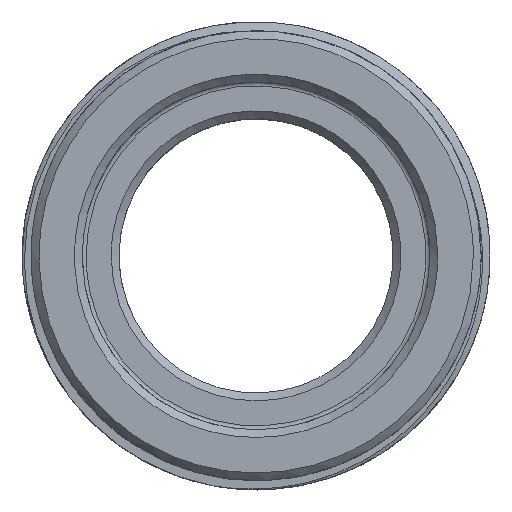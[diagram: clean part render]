
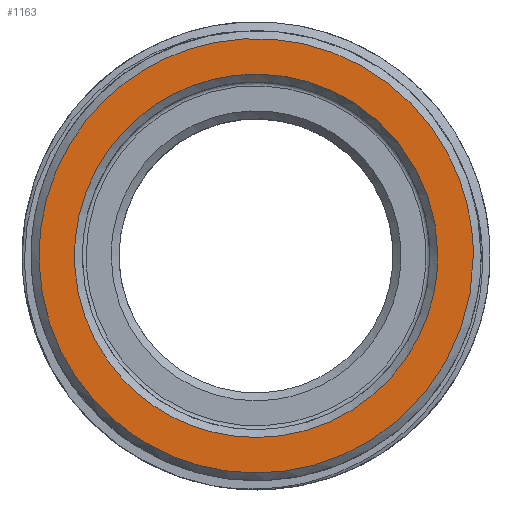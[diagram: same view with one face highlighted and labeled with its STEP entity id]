
A CAD part, top view. The second image highlights one B-rep face of the part: STEP entity #1163.
In plain terms, the highlighted free-form (B-spline) face has degree [1, 1] with [2, 2] control points.
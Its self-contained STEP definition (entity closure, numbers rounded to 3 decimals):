
#1127 = VERTEX_POINT('',#1128);
#1128 = CARTESIAN_POINT('',(33.828,0.,
    18.207));
#1135 = EDGE_CURVE('',#1127,#1127,#1136,.T.);
#1136 = ( BOUNDED_CURVE() B_SPLINE_CURVE(2,(#1137,#1138,#1139,#1140,
#1141,#1142,#1143),.UNSPECIFIED.,.T.,.F.) B_SPLINE_CURVE_WITH_KNOTS((3,2
    ,2,3),(3.142,5.236,7.33,9.425),
.PIECEWISE_BEZIER_KNOTS.) CURVE() GEOMETRIC_REPRESENTATION_ITEM() 
RATIONAL_B_SPLINE_CURVE((1.,0.5,1.,0.5,1.,0.5,1.)) REPRESENTATION_ITEM(
  '') );
#1137 = CARTESIAN_POINT('',(33.828,0.,
    18.207));
#1138 = CARTESIAN_POINT('',(33.828,58.592,
    18.207));
#1139 = CARTESIAN_POINT('',(-16.914,29.296,
    18.207));
#1140 = CARTESIAN_POINT('',(-67.656,0.,
    18.207));
#1141 = CARTESIAN_POINT('',(-16.914,-29.296,
    18.207));
#1142 = CARTESIAN_POINT('',(33.828,-58.592,
    18.207));
#1143 = CARTESIAN_POINT('',(33.828,0.,
    18.207));
#1163 = ADVANCED_FACE('',(#1164,#1178),#1181,.T.);
#1164 = FACE_BOUND('',#1165,.T.);
#1165 = EDGE_LOOP('',(#1166));
#1166 = ORIENTED_EDGE('',*,*,#1167,.F.);
#1167 = EDGE_CURVE('',#1168,#1168,#1170,.T.);
#1168 = VERTEX_POINT('',#1169);
#1169 = CARTESIAN_POINT('',(40.441,0.,
    18.207));
#1170 = ( BOUNDED_CURVE() B_SPLINE_CURVE(2,(#1171,#1172,#1173,#1174,
#1175,#1176,#1177),.UNSPECIFIED.,.T.,.F.) B_SPLINE_CURVE_WITH_KNOTS((3,2
    ,2,3),(3.142,5.236,7.33,9.425),
.PIECEWISE_BEZIER_KNOTS.) CURVE() GEOMETRIC_REPRESENTATION_ITEM() 
RATIONAL_B_SPLINE_CURVE((1.,0.5,1.,0.5,1.,0.5,1.)) REPRESENTATION_ITEM(
  '') );
#1171 = CARTESIAN_POINT('',(40.441,0.,
    18.207));
#1172 = CARTESIAN_POINT('',(40.441,-70.047,18.207
    ));
#1173 = CARTESIAN_POINT('',(-20.221,-35.023,18.207
    ));
#1174 = CARTESIAN_POINT('',(-80.883,0.,
    18.207));
#1175 = CARTESIAN_POINT('',(-20.221,35.023,
    18.207));
#1176 = CARTESIAN_POINT('',(40.441,70.047,
    18.207));
#1177 = CARTESIAN_POINT('',(40.441,0.,
    18.207));
#1178 = FACE_BOUND('',#1179,.T.);
#1179 = EDGE_LOOP('',(#1180));
#1180 = ORIENTED_EDGE('',*,*,#1135,.F.);
#1181 = B_SPLINE_SURFACE_WITH_KNOTS('',1,1,(
    (#1182,#1183)
    ,(#1184,#1185
    )),.UNSPECIFIED.,.F.,.F.,.F.,(2,2),(2,2),(-27.766,27.766),(
    -27.766,27.766),.PIECEWISE_BEZIER_KNOTS.);
#1182 = CARTESIAN_POINT('',(40.441,40.441,
    18.207));
#1183 = CARTESIAN_POINT('',(40.441,-40.441,
    18.207));
#1184 = CARTESIAN_POINT('',(-40.441,40.441,
    18.207));
#1185 = CARTESIAN_POINT('',(-40.441,-40.441,
    18.207));
